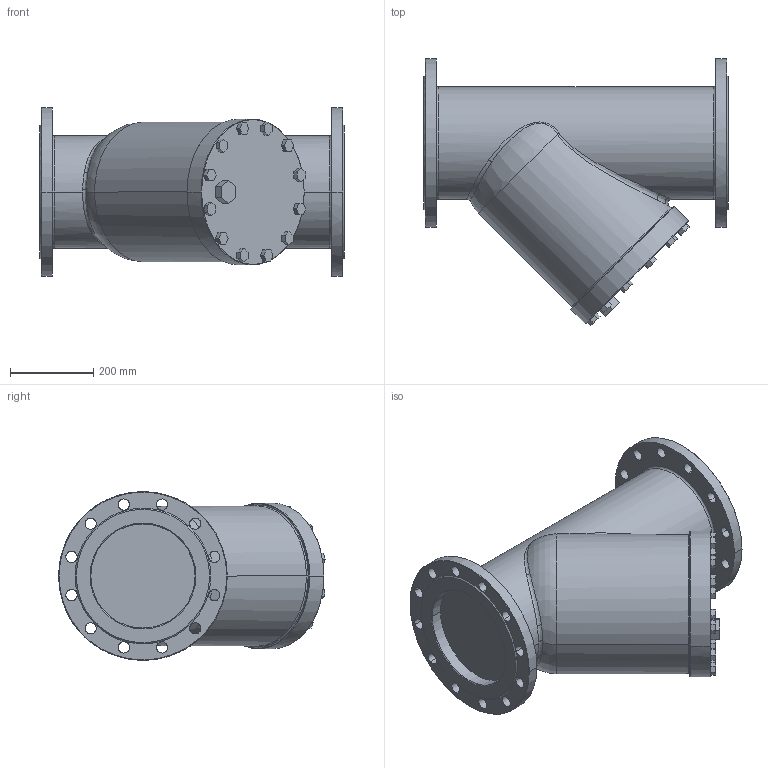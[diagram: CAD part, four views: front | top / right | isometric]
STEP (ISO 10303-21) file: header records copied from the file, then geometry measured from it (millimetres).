
FILE_DESCRIPTION(('CATIA V5 STEP Exchange','CAx-IF Rec.Pracs.--- Model Styling and Organization---1.4--- 2014-01-23','CAx-IF Rec.Pracs.---3D Tessellated Data Validation Properties---0.5---2014-09-14'),'2;1');
FILE_NAME('STEP_579250_-_TST.stp','2022-01-24T16:16:44+00:00',('none'),('none'),'CATIA Version 5-6 Release 2019 SP3','CATIA V5 STEP AP242 v1','none');
FILE_SCHEMA(('AP242_MANAGED_MODEL_BASED_3D_ENGINEERING_MIM_LF {1 0 10303 442 1 1 4}'));
Length unit declared in the file: millimetre
Products named in the file (1): 579250 - TST
Bounding box: 730 x 640.49 x 405 mm (x, y, z)
Volume: 69190755.3 mm3; surface area: 1437124.4 mm2
Topology: 1 solids, 1 shells, 200 faces, 546 edges, 368 vertices
Faces by surface type: plane 101, cylinder 62, cone 16, bspline 13, torus 8
Entity records: 8253 total; most frequent: CARTESIAN_POINT 3568, ORIENTED_EDGE 1092, DIRECTION 701, EDGE_CURVE 546, VERTEX_POINT 368, VECTOR 313, LINE 313, EDGE_LOOP 268
